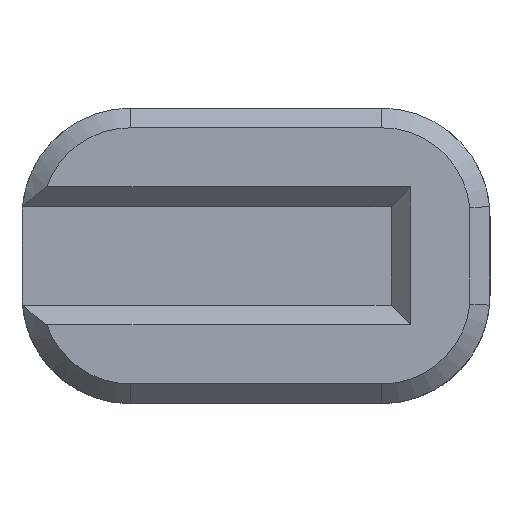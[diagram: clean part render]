
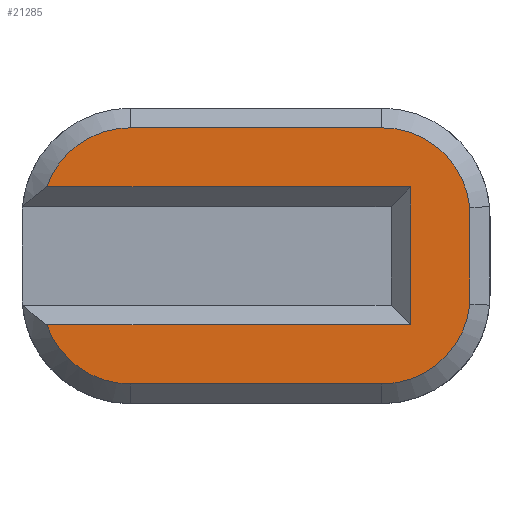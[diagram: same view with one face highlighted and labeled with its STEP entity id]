
A CAD part, top view. The second image highlights one B-rep face of the part: STEP entity #21285.
In plain terms, the highlighted planar face has unit normal (0, 0, 1).
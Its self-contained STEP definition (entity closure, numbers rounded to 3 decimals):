
#31=CIRCLE('',#21618,18.);
#34=CIRCLE('',#21623,18.);
#35=CIRCLE('',#21626,18.);
#38=CIRCLE('',#21631,18.);
#411=PLANE('',#21641);
#1545=FACE_OUTER_BOUND('',#2746,.T.);
#2746=EDGE_LOOP('',(#19252,#19253,#19254,#19255,#19256,#19257,#19258,#19259,
#19260,#19261));
#4282=LINE('',#44126,#5853);
#4286=LINE('',#44143,#5857);
#4289=LINE('',#44158,#5860);
#4292=LINE('',#44173,#5863);
#4296=LINE('',#44190,#5867);
#4299=LINE('',#44194,#5870);
#5853=VECTOR('',#23783,10.);
#5857=VECTOR('',#23795,10.);
#5860=VECTOR('',#23806,10.);
#5863=VECTOR('',#23817,10.);
#5867=VECTOR('',#23829,10.);
#5870=VECTOR('',#23834,10.);
#9641=VERTEX_POINT('',#44124);
#9642=VERTEX_POINT('',#44125);
#9645=VERTEX_POINT('',#44136);
#9647=VERTEX_POINT('',#44142);
#9650=VERTEX_POINT('',#44150);
#9651=VERTEX_POINT('',#44157);
#9653=VERTEX_POINT('',#44166);
#9655=VERTEX_POINT('',#44172);
#9658=VERTEX_POINT('',#44180);
#9660=VERTEX_POINT('',#44189);
#12830=EDGE_CURVE('',#9641,#9642,#4282,.T.);
#12834=EDGE_CURVE('',#9642,#9645,#31,.T.);
#12837=EDGE_CURVE('',#9645,#9647,#4286,.T.);
#12841=EDGE_CURVE('',#9647,#9650,#34,.T.);
#12843=EDGE_CURVE('',#9650,#9651,#4289,.T.);
#12846=EDGE_CURVE('',#9651,#9653,#35,.T.);
#12849=EDGE_CURVE('',#9653,#9655,#4292,.T.);
#12853=EDGE_CURVE('',#9655,#9658,#38,.T.);
#12856=EDGE_CURVE('',#9658,#9660,#4296,.T.);
#12859=EDGE_CURVE('',#9660,#9641,#4299,.T.);
#19252=ORIENTED_EDGE('',*,*,#12830,.F.);
#19253=ORIENTED_EDGE('',*,*,#12859,.F.);
#19254=ORIENTED_EDGE('',*,*,#12856,.F.);
#19255=ORIENTED_EDGE('',*,*,#12853,.F.);
#19256=ORIENTED_EDGE('',*,*,#12849,.F.);
#19257=ORIENTED_EDGE('',*,*,#12846,.F.);
#19258=ORIENTED_EDGE('',*,*,#12843,.F.);
#19259=ORIENTED_EDGE('',*,*,#12841,.F.);
#19260=ORIENTED_EDGE('',*,*,#12837,.F.);
#19261=ORIENTED_EDGE('',*,*,#12834,.F.);
#21285=ADVANCED_FACE('',(#1545),#411,.T.);
#21618=AXIS2_PLACEMENT_3D('',#44137,#23788,#23789);
#21623=AXIS2_PLACEMENT_3D('',#44151,#23802,#23803);
#21626=AXIS2_PLACEMENT_3D('',#44167,#23810,#23811);
#21631=AXIS2_PLACEMENT_3D('',#44181,#23824,#23825);
#21641=AXIS2_PLACEMENT_3D('',#44229,#23864,#23865);
#23783=DIRECTION('',(-1.,0.,0.));
#23788=DIRECTION('center_axis',(0.,0.,-1.));
#23789=DIRECTION('ref_axis',(-0.707,0.707,0.));
#23795=DIRECTION('',(1.,0.,0.));
#23802=DIRECTION('center_axis',(0.,0.,-1.));
#23803=DIRECTION('ref_axis',(0.707,0.707,0.));
#23806=DIRECTION('',(0.,-1.,0.));
#23810=DIRECTION('center_axis',(0.,0.,-1.));
#23811=DIRECTION('ref_axis',(0.707,-0.707,0.));
#23817=DIRECTION('',(-1.,0.,0.));
#23824=DIRECTION('center_axis',(0.,0.,-1.));
#23825=DIRECTION('ref_axis',(-0.707,-0.707,0.));
#23829=DIRECTION('',(1.,0.,0.));
#23834=DIRECTION('',(0.,1.,0.));
#23864=DIRECTION('center_axis',(0.,0.,1.));
#23865=DIRECTION('ref_axis',(1.,0.,0.));
#44124=CARTESIAN_POINT('',(343.909,14.,35.));
#44125=CARTESIAN_POINT('',(270.029,14.,35.));
#44126=CARTESIAN_POINT('',(235.,14.,35.));
#44136=CARTESIAN_POINT('',(287.,26.,35.));
#44137=CARTESIAN_POINT('Origin',(287.,8.,35.));
#44142=CARTESIAN_POINT('',(338.,26.,35.));
#44143=CARTESIAN_POINT('',(335.,26.,35.));
#44150=CARTESIAN_POINT('',(355.909,9.809,35.));
#44151=CARTESIAN_POINT('Origin',(338.,8.,35.));
#44157=CARTESIAN_POINT('',(355.909,-9.809,35.));
#44158=CARTESIAN_POINT('',(355.909,5.,35.));
#44166=CARTESIAN_POINT('',(338.,-26.,35.));
#44167=CARTESIAN_POINT('Origin',(338.,-8.,35.));
#44172=CARTESIAN_POINT('',(287.,-26.,35.));
#44173=CARTESIAN_POINT('',(235.,-26.,35.));
#44180=CARTESIAN_POINT('',(270.029,-14.,35.));
#44181=CARTESIAN_POINT('Origin',(287.,-8.,35.));
#44189=CARTESIAN_POINT('',(343.909,-14.,35.));
#44190=CARTESIAN_POINT('',(324.25,-14.,35.));
#44194=CARTESIAN_POINT('',(343.909,5.,35.));
#44229=CARTESIAN_POINT('Origin',(285.,0.,35.));
